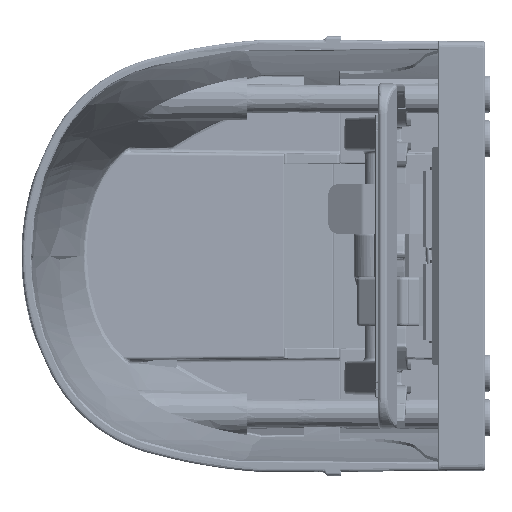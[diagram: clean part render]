
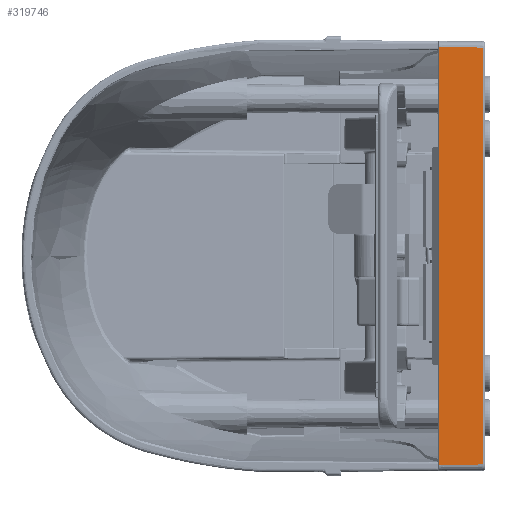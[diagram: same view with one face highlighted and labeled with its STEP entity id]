
A CAD part, left-side view. The second image highlights one B-rep face of the part: STEP entity #319746.
In plain terms, the highlighted planar face has unit normal (-1, 0, 0).
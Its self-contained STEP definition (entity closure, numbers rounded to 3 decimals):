
#11 = EDGE_CURVE ( 'NONE', #101143, #69956, #125615, .T. ) ;
#1937 = EDGE_CURVE ( 'NONE', #101143, #57593, #36559, .T. ) ;
#36559 = LINE ( 'NONE', #59033, #143808 ) ;
#41782 = CARTESIAN_POINT ( 'NONE',  ( 79.183, 155.882, 269.13 ) ) ;
#53749 = CARTESIAN_POINT ( 'NONE',  ( 79.183, 141.546, 271.222 ) ) ;
#57593 = VERTEX_POINT ( 'NONE', #120862 ) ;
#59033 = CARTESIAN_POINT ( 'NONE',  ( 79.183, 155.882, 131.337 ) ) ;
#67735 = PLANE ( 'NONE',  #172743 ) ;
#69956 = VERTEX_POINT ( 'NONE', #283610 ) ;
#79502 = EDGE_CURVE ( 'NONE', #69956, #189516, #281257, .T. ) ;
#89992 = CARTESIAN_POINT ( 'NONE',  ( 79.183, 141.546, 133.844 ) ) ;
#95410 = VECTOR ( 'NONE', #343495, 1000. ) ;
#101143 = VERTEX_POINT ( 'NONE', #231361 ) ;
#106606 = DIRECTION ( 'NONE',  ( 0., 1., -0.009 ) ) ;
#120862 = CARTESIAN_POINT ( 'NONE',  ( 79.183, 155.882, 133.719 ) ) ;
#125152 = DIRECTION ( 'NONE',  ( 0., 0., -1. ) ) ;
#125615 = LINE ( 'NONE', #41782, #95410 ) ;
#132910 = ORIENTED_EDGE ( 'NONE', *, *, #134742, .F. ) ;
#134742 = EDGE_CURVE ( 'NONE', #189516, #57593, #323115, .T. ) ;
#140474 = DIRECTION ( 'NONE',  ( 0., 0., -1. ) ) ;
#143390 = FACE_OUTER_BOUND ( 'NONE', #224271, .T. ) ;
#143808 = VECTOR ( 'NONE', #140474, 1000. ) ;
#172743 = AXIS2_PLACEMENT_3D ( 'NONE', #259438, #260605, #125152 ) ;
#189516 = VERTEX_POINT ( 'NONE', #89992 ) ;
#207544 = VECTOR ( 'NONE', #106606, 1000. ) ;
#220209 = DIRECTION ( 'NONE',  ( 0., 0., -1. ) ) ;
#224271 = EDGE_LOOP ( 'NONE', ( #246263, #132910, #350240, #224668 ) ) ;
#224668 = ORIENTED_EDGE ( 'NONE', *, *, #11, .F. ) ;
#231361 = CARTESIAN_POINT ( 'NONE',  ( 79.183, 155.882, 269.13 ) ) ;
#246263 = ORIENTED_EDGE ( 'NONE', *, *, #1937, .T. ) ;
#259438 = CARTESIAN_POINT ( 'NONE',  ( 79.183, 190.046, 271.222 ) ) ;
#260605 = DIRECTION ( 'NONE',  ( 1., 0., 0. ) ) ;
#281257 = LINE ( 'NONE', #53749, #306877 ) ;
#283610 = CARTESIAN_POINT ( 'NONE',  ( 79.183, 141.546, 269.005 ) ) ;
#300425 = CARTESIAN_POINT ( 'NONE',  ( 79.183, 148.834, 133.78 ) ) ;
#306877 = VECTOR ( 'NONE', #220209, 1000. ) ;
#319746 = ADVANCED_FACE ( 'NONE', ( #143390 ), #67735, .F. ) ;
#323115 = LINE ( 'NONE', #300425, #207544 ) ;
#343495 = DIRECTION ( 'NONE',  ( 0., -1., -0.009 ) ) ;
#350240 = ORIENTED_EDGE ( 'NONE', *, *, #79502, .F. ) ;
